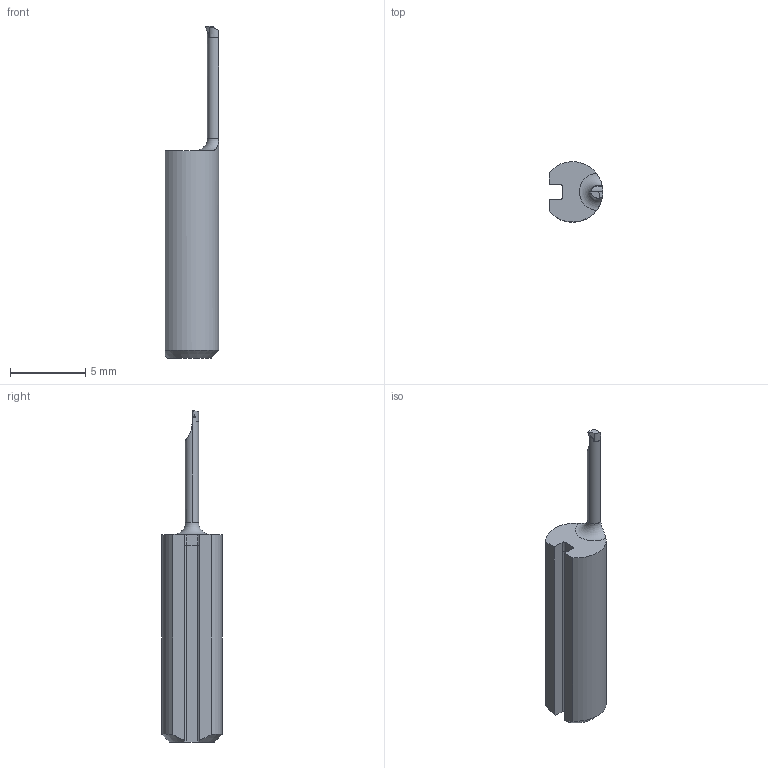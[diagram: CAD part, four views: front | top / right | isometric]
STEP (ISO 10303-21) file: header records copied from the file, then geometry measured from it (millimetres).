
FILE_DESCRIPTION (( 'STEP AP203' ), '1' );
FILE_NAME ('L050.1-8.STEP', '2021-09-03T05:24:50', ( '' ), ( '' ), 'SwSTEP 2.0', 'SolidWorks 2018', '' );
FILE_SCHEMA (( 'CONFIG_CONTROL_DESIGN' ));
Length unit declared in the file: millimetre
Products named in the file (1): L050.1-8
Bounding box: 3.55 x 3.99 x 22 mm (x, y, z)
Volume: 153 mm3; surface area: 231.7 mm2
Topology: 1 solids, 1 shells, 31 faces, 83 edges, 54 vertices
Faces by surface type: plane 14, cylinder 11, torus 4, cone 2
Entity records: 1118 total; most frequent: CARTESIAN_POINT 303, ORIENTED_EDGE 166, DIRECTION 143, EDGE_CURVE 83, VERTEX_POINT 54, AXIS2_PLACEMENT_3D 52, LINE 39, VECTOR 39
